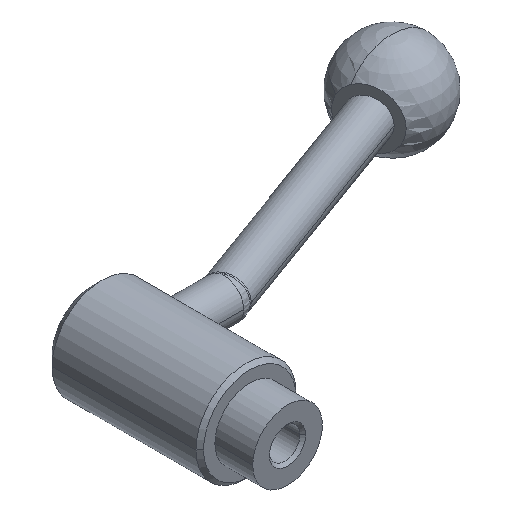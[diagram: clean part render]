
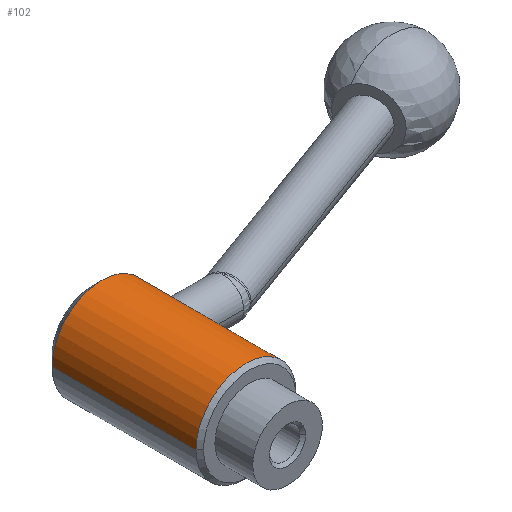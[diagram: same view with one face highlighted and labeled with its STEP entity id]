
A CAD part, isometric view. The second image highlights one B-rep face of the part: STEP entity #102.
In plain terms, the highlighted cylindrical face has radius 16.5 mm (diameter 33 mm), a partial arc.
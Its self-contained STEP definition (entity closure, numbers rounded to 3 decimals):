
#102 = ADVANCED_FACE( '', ( #163 ), #164, .T. );
#163 = FACE_OUTER_BOUND( '', #226, .T. );
#164 = CYLINDRICAL_SURFACE( '', #227, 16.5 );
#226 = EDGE_LOOP( '', ( #434, #435, #436, #437, #438, #439, #440 ) );
#227 = AXIS2_PLACEMENT_3D( '', #441, #442, #443 );
#434 = ORIENTED_EDGE( '', *, *, #460, .T. );
#435 = ORIENTED_EDGE( '', *, *, #514, .T. );
#436 = ORIENTED_EDGE( '', *, *, #513, .T. );
#437 = ORIENTED_EDGE( '', *, *, #463, .T. );
#438 = ORIENTED_EDGE( '', *, *, #521, .F. );
#439 = ORIENTED_EDGE( '', *, *, #462, .T. );
#440 = ORIENTED_EDGE( '', *, *, #520, .T. );
#441 = CARTESIAN_POINT( '', ( 0., 37.513, 0. ) );
#442 = DIRECTION( '', ( 0., -1., 0. ) );
#443 = DIRECTION( '', ( 1., 0., 0. ) );
#460 = EDGE_CURVE( '', #531, #532, #533, .T. );
#462 = EDGE_CURVE( '', #526, #534, #536, .T. );
#463 = EDGE_CURVE( '', #537, #523, #538, .T. );
#513 = EDGE_CURVE( '', #621, #537, #622, .T. );
#514 = EDGE_CURVE( '', #532, #621, #623, .T. );
#520 = EDGE_CURVE( '', #534, #531, #629, .T. );
#521 = EDGE_CURVE( '', #526, #523, #630, .T. );
#523 = VERTEX_POINT( '', #632 );
#526 = VERTEX_POINT( '', #636 );
#531 = VERTEX_POINT( '', #642 );
#532 = VERTEX_POINT( '', #643 );
#533 = LINE( '', #644, #645 );
#534 = VERTEX_POINT( '', #646 );
#536 = LINE( '', #648, #649 );
#537 = VERTEX_POINT( '', #650 );
#538 = LINE( '', #651, #652 );
#621 = VERTEX_POINT( '', #820 );
#622 = B_SPLINE_CURVE_WITH_KNOTS( '', 3, ( #821, #822, #823, #824, #825, #826, #827, #828, #829, #830, #831, #832, #833, #834, #835, #836, #837, #838 ), .UNSPECIFIED., .F., .F., ( 4, 2, 2, 2, 2, 2, 2, 2, 4 ), ( 0., 1.24, 2.479, 3.719, 4.958, 6.196, 7.435, 8.673, 9.912 ), .UNSPECIFIED. );
#623 = B_SPLINE_CURVE_WITH_KNOTS( '', 3, ( #839, #840, #841, #842, #843, #844, #845, #846, #847, #848, #849, #850, #851, #852, #853, #854, #855, #856 ), .UNSPECIFIED., .F., .F., ( 4, 2, 2, 2, 2, 2, 2, 2, 4 ), ( 29.735, 30.973, 32.211, 33.45, 34.688, 35.927, 37.167, 38.407, 39.646 ), .UNSPECIFIED. );
#629 = CIRCLE( '', #862, 16.5 );
#630 = CIRCLE( '', #863, 16.5 );
#632 = CARTESIAN_POINT( '', ( 16.5, 61.275, 0. ) );
#636 = CARTESIAN_POINT( '', ( -16.5, 61.275, 0. ) );
#642 = CARTESIAN_POINT( '', ( 16.5, 13.75, 0. ) );
#643 = CARTESIAN_POINT( '', ( 16.5, 46., 0. ) );
#644 = CARTESIAN_POINT( '', ( 16.5, 37.513, 0. ) );
#645 = VECTOR( '', #873, 1. );
#646 = CARTESIAN_POINT( '', ( -16.5, 13.75, 0. ) );
#648 = CARTESIAN_POINT( '', ( -16.5, 37.513, 0. ) );
#649 = VECTOR( '', #877, 1. );
#650 = CARTESIAN_POINT( '', ( 16.5, 59., 0. ) );
#651 = CARTESIAN_POINT( '', ( 16.5, 37.513, 0. ) );
#652 = VECTOR( '', #878, 1. );
#820 = CARTESIAN_POINT( '', ( 15.166, 52.5, 6.5 ) );
#821 = CARTESIAN_POINT( '', ( 15.166, 52.5, 6.5 ) );
#822 = CARTESIAN_POINT( '', ( 15.166, 52.913, 6.5 ) );
#823 = CARTESIAN_POINT( '', ( 15.183, 53.339, 6.46 ) );
#824 = CARTESIAN_POINT( '', ( 15.253, 54.182, 6.293 ) );
#825 = CARTESIAN_POINT( '', ( 15.305, 54.6, 6.167 ) );
#826 = CARTESIAN_POINT( '', ( 15.435, 55.399, 5.834 ) );
#827 = CARTESIAN_POINT( '', ( 15.513, 55.781, 5.627 ) );
#828 = CARTESIAN_POINT( '', ( 15.677, 56.487, 5.151 ) );
#829 = CARTESIAN_POINT( '', ( 15.764, 56.81, 4.882 ) );
#830 = CARTESIAN_POINT( '', ( 15.93, 57.382, 4.31 ) );
#831 = CARTESIAN_POINT( '', ( 16.015, 57.651, 3.987 ) );
#832 = CARTESIAN_POINT( '', ( 16.174, 58.127, 3.282 ) );
#833 = CARTESIAN_POINT( '', ( 16.248, 58.334, 2.9 ) );
#834 = CARTESIAN_POINT( '', ( 16.371, 58.667, 2.1 ) );
#835 = CARTESIAN_POINT( '', ( 16.42, 58.793, 1.682 ) );
#836 = CARTESIAN_POINT( '', ( 16.484, 58.96, 0.838 ) );
#837 = CARTESIAN_POINT( '', ( 16.5, 59., 0.413 ) );
#838 = CARTESIAN_POINT( '', ( 16.5, 59., 0. ) );
#839 = CARTESIAN_POINT( '', ( 16.5, 46., 0. ) );
#840 = CARTESIAN_POINT( '', ( 16.5, 46., 0.413 ) );
#841 = CARTESIAN_POINT( '', ( 16.484, 46.04, 0.838 ) );
#842 = CARTESIAN_POINT( '', ( 16.42, 46.207, 1.682 ) );
#843 = CARTESIAN_POINT( '', ( 16.371, 46.333, 2.1 ) );
#844 = CARTESIAN_POINT( '', ( 16.248, 46.666, 2.9 ) );
#845 = CARTESIAN_POINT( '', ( 16.174, 46.873, 3.282 ) );
#846 = CARTESIAN_POINT( '', ( 16.015, 47.349, 3.987 ) );
#847 = CARTESIAN_POINT( '', ( 15.93, 47.618, 4.31 ) );
#848 = CARTESIAN_POINT( '', ( 15.764, 48.19, 4.882 ) );
#849 = CARTESIAN_POINT( '', ( 15.677, 48.513, 5.151 ) );
#850 = CARTESIAN_POINT( '', ( 15.513, 49.219, 5.627 ) );
#851 = CARTESIAN_POINT( '', ( 15.435, 49.601, 5.834 ) );
#852 = CARTESIAN_POINT( '', ( 15.305, 50.4, 6.167 ) );
#853 = CARTESIAN_POINT( '', ( 15.253, 50.818, 6.293 ) );
#854 = CARTESIAN_POINT( '', ( 15.183, 51.661, 6.46 ) );
#855 = CARTESIAN_POINT( '', ( 15.166, 52.087, 6.5 ) );
#856 = CARTESIAN_POINT( '', ( 15.166, 52.5, 6.5 ) );
#862 = AXIS2_PLACEMENT_3D( '', #1004, #1005, #1006 );
#863 = AXIS2_PLACEMENT_3D( '', #1007, #1008, #1009 );
#873 = DIRECTION( '', ( 0., 1., 0. ) );
#877 = DIRECTION( '', ( 0., -1., 0. ) );
#878 = DIRECTION( '', ( 0., 1., 0. ) );
#1004 = CARTESIAN_POINT( '', ( 0., 13.75, 0. ) );
#1005 = DIRECTION( '', ( 0., 1., 0. ) );
#1006 = DIRECTION( '', ( 1., 0., 0. ) );
#1007 = CARTESIAN_POINT( '', ( 0., 61.275, 0. ) );
#1008 = DIRECTION( '', ( 0., 1., 0. ) );
#1009 = DIRECTION( '', ( 1., 0., 0. ) );
